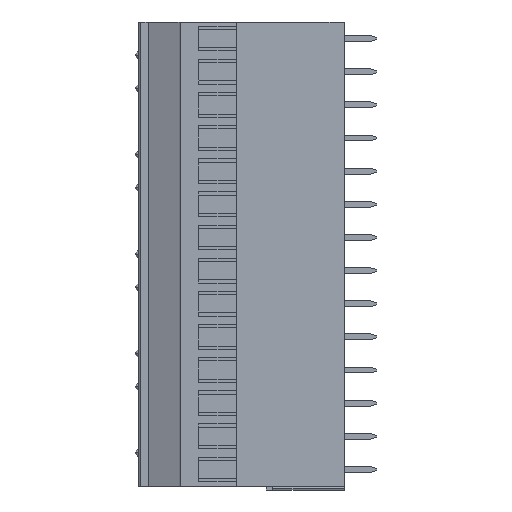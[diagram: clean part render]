
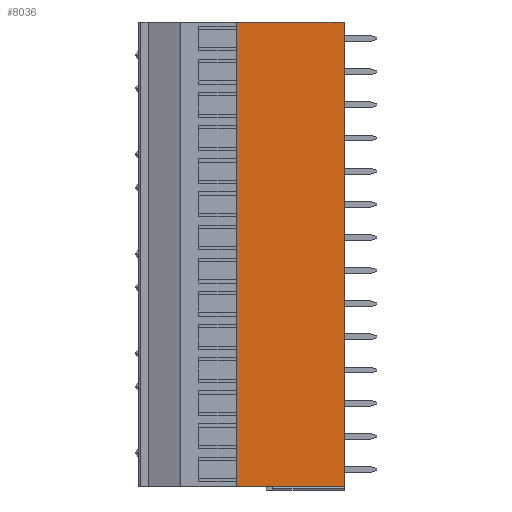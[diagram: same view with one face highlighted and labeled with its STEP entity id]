
A CAD part, left-side view. The second image highlights one B-rep face of the part: STEP entity #8036.
In plain terms, the highlighted planar face has unit normal (-1, 0, 0).
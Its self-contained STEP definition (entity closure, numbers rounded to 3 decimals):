
#40=DIRECTION('',(0.,-1.,0.));
#41=VECTOR('',#40,16.5);
#42=CARTESIAN_POINT('',(-5.55,0.75,68.58));
#43=LINE('',#42,#41);
#156=DIRECTION('',(0.,0.,-1.));
#157=VECTOR('',#156,71.12);
#158=CARTESIAN_POINT('',(-5.55,-15.75,68.58));
#159=LINE('',#158,#157);
#936=DIRECTION('',(0.,0.,-1.));
#937=VECTOR('',#936,71.12);
#938=CARTESIAN_POINT('',(-5.55,0.75,68.58));
#939=LINE('',#938,#937);
#1004=DIRECTION('',(0.,-1.,0.));
#1005=VECTOR('',#1004,16.5);
#1006=CARTESIAN_POINT('',(-5.55,0.75,-2.54));
#1007=LINE('',#1006,#1005);
#5440=CARTESIAN_POINT('',(-5.55,0.75,68.58));
#5441=CARTESIAN_POINT('',(-5.55,-15.75,68.58));
#5442=VERTEX_POINT('',#5440);
#5443=VERTEX_POINT('',#5441);
#5464=CARTESIAN_POINT('',(-5.55,0.75,-2.54));
#5465=CARTESIAN_POINT('',(-5.55,-15.75,-2.54));
#5466=VERTEX_POINT('',#5464);
#5467=VERTEX_POINT('',#5465);
#8024=CARTESIAN_POINT('',(-5.55,0.75,68.58));
#8025=DIRECTION('',(-1.,0.,0.));
#8026=DIRECTION('',(0.,-1.,0.));
#8027=AXIS2_PLACEMENT_3D('',#8024,#8025,#8026);
#8028=PLANE('',#8027);
#8029=ORIENTED_EDGE('',*,*,#7029,.T.);
#8030=ORIENTED_EDGE('',*,*,#7118,.T.);
#8032=ORIENTED_EDGE('',*,*,#8031,.F.);
#8033=ORIENTED_EDGE('',*,*,#7704,.F.);
#8034=EDGE_LOOP('',(#8029,#8030,#8032,#8033));
#8035=FACE_OUTER_BOUND('',#8034,.F.);
#7029=EDGE_CURVE('',#5442,#5443,#43,.T.);
#7118=EDGE_CURVE('',#5443,#5467,#159,.T.);
#7704=EDGE_CURVE('',#5442,#5466,#939,.T.);
#8031=EDGE_CURVE('',#5466,#5467,#1007,.T.);
#8036=ADVANCED_FACE('',(#8035),#8028,.T.);
